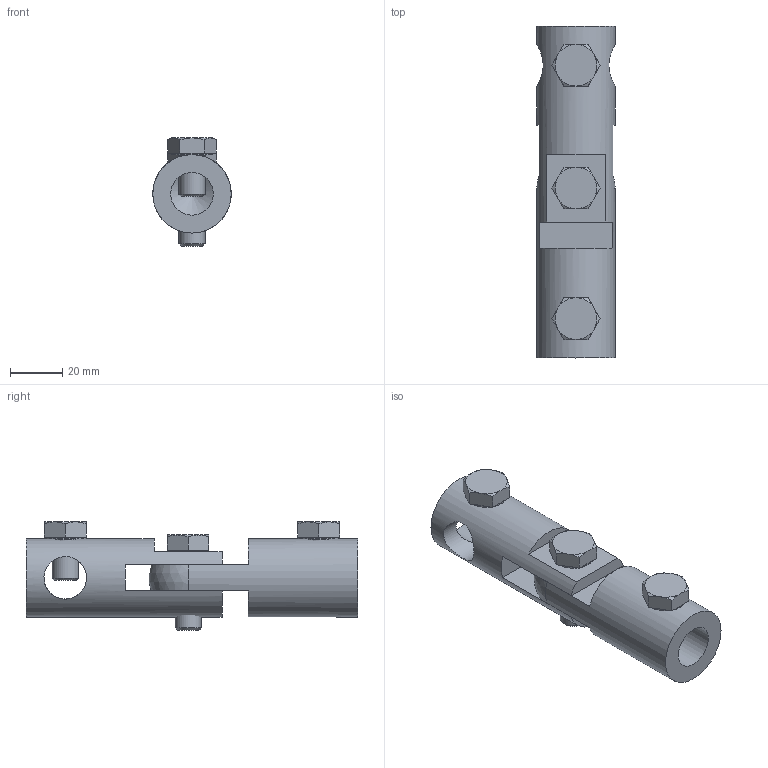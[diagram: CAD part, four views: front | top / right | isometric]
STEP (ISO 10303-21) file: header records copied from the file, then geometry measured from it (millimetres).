
FILE_DESCRIPTION (( 'STEP AP214' ), '1' );
FILE_NAME ('5408630.stp', '2021-05-27T07:06:22', ( '' ), ( '' ), 'SwSTEP 2.0', 'SolidWorks 2020', '' );
FILE_SCHEMA (( 'AUTOMOTIVE_DESIGN' ));
Length unit declared in the file: millimetre
Products named in the file (5): 158511; 5408630; 021002_M10 x 30; 158515; 020982_M10 x 16
Assembly tree (5 placements, depth 2):
  5408630
    158511
    158515
    021002_M10 x 30
    020982_M10 x 16  x2
Bounding box: 30 x 127 x 41.4 mm (x, y, z)
Volume: 70167.4 mm3; surface area: 25438.5 mm2
Topology: 5 solids, 5 shells, 102 faces, 235 edges, 142 vertices
Faces by surface type: plane 58, cone 23, cylinder 18, torus 2, sphere 1
Full cylindrical faces by diameter (mm): 8.5 x3, 10 x5, 16 x3, 16.3 x5, 30 x2
Entity records: 3109 total; most frequent: CARTESIAN_POINT 1002, DIRECTION 336, ORIENTED_EDGE 296, EDGE_CURVE 148, AXIS2_PLACEMENT_3D 141, EDGE_LOOP 111, VERTEX_POINT 99, FACE_OUTER_BOUND 94
